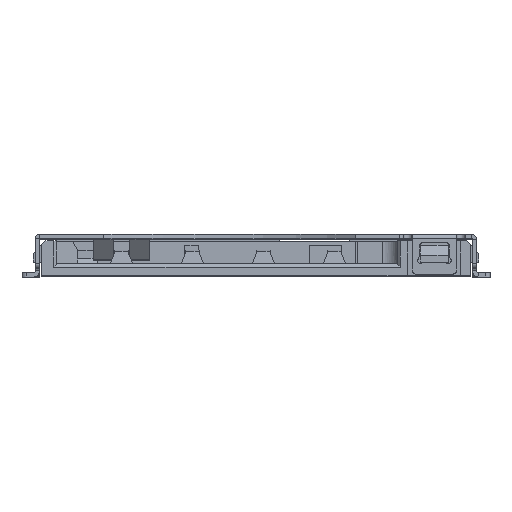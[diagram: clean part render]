
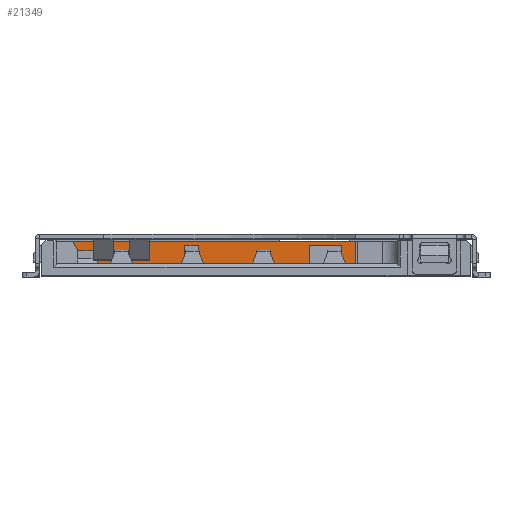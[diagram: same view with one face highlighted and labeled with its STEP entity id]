
A CAD part, top view. The second image highlights one B-rep face of the part: STEP entity #21349.
In plain terms, the highlighted planar face has unit normal (0, 0, 1).
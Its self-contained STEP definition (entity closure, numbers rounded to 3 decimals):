
#21102 = VERTEX_POINT('',#21103);
#21103 = CARTESIAN_POINT('',(-6.385,0.45,-7.025));
#21198 = VERTEX_POINT('',#21199);
#21199 = CARTESIAN_POINT('',(3.56,0.45,-7.025));
#21205 = EDGE_CURVE('',#21206,#21198,#21208,.T.);
#21206 = VERTEX_POINT('',#21207);
#21207 = CARTESIAN_POINT('',(3.06,0.45,-7.025));
#21208 = LINE('',#21209,#21210);
#21209 = CARTESIAN_POINT('',(-6.385,0.45,-7.025));
#21210 = VECTOR('',#21211,1.);
#21211 = DIRECTION('',(1.,0.,0.));
#21230 = VERTEX_POINT('',#21231);
#21231 = CARTESIAN_POINT('',(1.925,0.45,-7.025));
#21237 = EDGE_CURVE('',#21238,#21230,#21240,.T.);
#21238 = VERTEX_POINT('',#21239);
#21239 = CARTESIAN_POINT('',(-2.055,0.45,-7.025));
#21240 = LINE('',#21241,#21242);
#21241 = CARTESIAN_POINT('',(-6.385,0.45,-7.025));
#21242 = VECTOR('',#21243,1.);
#21243 = DIRECTION('',(1.,0.,0.));
#21262 = VERTEX_POINT('',#21263);
#21263 = CARTESIAN_POINT('',(-2.555,0.45,-7.025));
#21269 = EDGE_CURVE('',#21102,#21262,#21270,.T.);
#21270 = LINE('',#21271,#21272);
#21271 = CARTESIAN_POINT('',(-6.385,0.45,-7.025));
#21272 = VECTOR('',#21273,1.);
#21273 = DIRECTION('',(1.,0.,0.));
#21292 = EDGE_CURVE('',#21102,#21293,#21295,.T.);
#21293 = VERTEX_POINT('',#21294);
#21294 = CARTESIAN_POINT('',(-6.385,0.94,-7.025));
#21295 = LINE('',#21296,#21297);
#21296 = CARTESIAN_POINT('',(-6.385,-22.344,-7.025));
#21297 = VECTOR('',#21298,1.);
#21298 = DIRECTION('',(-0.,1.,-0.));
#21349 = ADVANCED_FACE('',(#21350),#21422,.F.);
#21350 = FACE_BOUND('',#21351,.T.);
#21351 = EDGE_LOOP('',(#21352,#21360,#21368,#21374,#21375,#21383,#21391,
    #21397,#21398,#21399,#21407,#21415,#21421));
#21352 = ORIENTED_EDGE('',*,*,#21353,.F.);
#21353 = EDGE_CURVE('',#21354,#21230,#21356,.T.);
#21354 = VERTEX_POINT('',#21355);
#21355 = CARTESIAN_POINT('',(1.925,1.12,-7.025));
#21356 = LINE('',#21357,#21358);
#21357 = CARTESIAN_POINT('',(1.925,1.12,-7.025));
#21358 = VECTOR('',#21359,1.);
#21359 = DIRECTION('',(-0.,-1.,-0.));
#21360 = ORIENTED_EDGE('',*,*,#21361,.F.);
#21361 = EDGE_CURVE('',#21362,#21354,#21364,.T.);
#21362 = VERTEX_POINT('',#21363);
#21363 = CARTESIAN_POINT('',(3.06,1.12,-7.025));
#21364 = LINE('',#21365,#21366);
#21365 = CARTESIAN_POINT('',(1.925,1.12,-7.025));
#21366 = VECTOR('',#21367,1.);
#21367 = DIRECTION('',(-1.,-0.,-0.));
#21368 = ORIENTED_EDGE('',*,*,#21369,.T.);
#21369 = EDGE_CURVE('',#21362,#21206,#21370,.T.);
#21370 = LINE('',#21371,#21372);
#21371 = CARTESIAN_POINT('',(3.06,1.12,-7.025));
#21372 = VECTOR('',#21373,1.);
#21373 = DIRECTION('',(-0.,-1.,-0.));
#21374 = ORIENTED_EDGE('',*,*,#21205,.T.);
#21375 = ORIENTED_EDGE('',*,*,#21376,.T.);
#21376 = EDGE_CURVE('',#21198,#21377,#21379,.T.);
#21377 = VERTEX_POINT('',#21378);
#21378 = CARTESIAN_POINT('',(3.56,1.27,-7.025));
#21379 = LINE('',#21380,#21381);
#21380 = CARTESIAN_POINT('',(3.56,-22.344,-7.025));
#21381 = VECTOR('',#21382,1.);
#21382 = DIRECTION('',(-0.,1.,-0.));
#21383 = ORIENTED_EDGE('',*,*,#21384,.T.);
#21384 = EDGE_CURVE('',#21377,#21385,#21387,.T.);
#21385 = VERTEX_POINT('',#21386);
#21386 = CARTESIAN_POINT('',(-6.555,1.27,-7.025));
#21387 = LINE('',#21388,#21389);
#21388 = CARTESIAN_POINT('',(-6.385,1.27,-7.025));
#21389 = VECTOR('',#21390,1.);
#21390 = DIRECTION('',(-1.,-0.,-0.));
#21391 = ORIENTED_EDGE('',*,*,#21392,.T.);
#21392 = EDGE_CURVE('',#21385,#21293,#21393,.T.);
#21393 = LINE('',#21394,#21395);
#21394 = CARTESIAN_POINT('',(3.094,-17.461,-7.025));
#21395 = VECTOR('',#21396,1.);
#21396 = DIRECTION('',(0.458,-0.889,-0.));
#21397 = ORIENTED_EDGE('',*,*,#21292,.F.);
#21398 = ORIENTED_EDGE('',*,*,#21269,.T.);
#21399 = ORIENTED_EDGE('',*,*,#21400,.F.);
#21400 = EDGE_CURVE('',#21401,#21262,#21403,.T.);
#21401 = VERTEX_POINT('',#21402);
#21402 = CARTESIAN_POINT('',(-2.555,1.12,-7.025));
#21403 = LINE('',#21404,#21405);
#21404 = CARTESIAN_POINT('',(-2.555,1.12,-7.025));
#21405 = VECTOR('',#21406,1.);
#21406 = DIRECTION('',(-0.,-1.,-0.));
#21407 = ORIENTED_EDGE('',*,*,#21408,.F.);
#21408 = EDGE_CURVE('',#21409,#21401,#21411,.T.);
#21409 = VERTEX_POINT('',#21410);
#21410 = CARTESIAN_POINT('',(-2.055,1.12,-7.025));
#21411 = LINE('',#21412,#21413);
#21412 = CARTESIAN_POINT('',(-2.555,1.12,-7.025));
#21413 = VECTOR('',#21414,1.);
#21414 = DIRECTION('',(-1.,-0.,-0.));
#21415 = ORIENTED_EDGE('',*,*,#21416,.T.);
#21416 = EDGE_CURVE('',#21409,#21238,#21417,.T.);
#21417 = LINE('',#21418,#21419);
#21418 = CARTESIAN_POINT('',(-2.055,1.12,-7.025));
#21419 = VECTOR('',#21420,1.);
#21420 = DIRECTION('',(-0.,-1.,-0.));
#21421 = ORIENTED_EDGE('',*,*,#21237,.T.);
#21422 = PLANE('',#21423);
#21423 = AXIS2_PLACEMENT_3D('',#21424,#21425,#21426);
#21424 = CARTESIAN_POINT('',(-6.385,-22.344,-7.025));
#21425 = DIRECTION('',(0.,0.,-1.));
#21426 = DIRECTION('',(-1.,0.,-0.));
